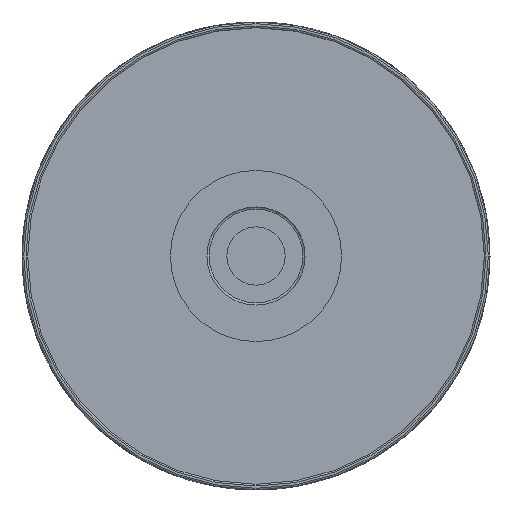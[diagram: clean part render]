
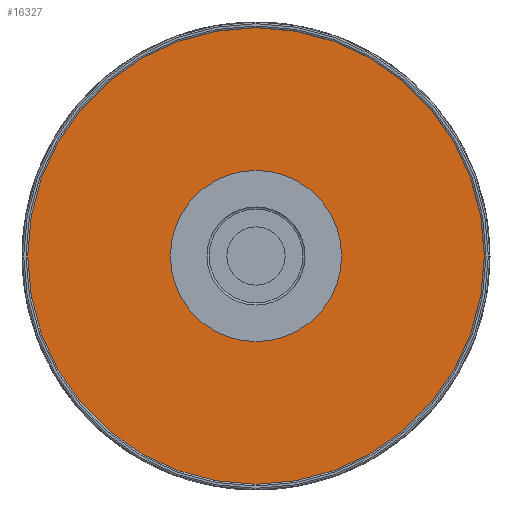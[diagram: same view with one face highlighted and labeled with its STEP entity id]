
A CAD part, front view. The second image highlights one B-rep face of the part: STEP entity #16327.
In plain terms, the highlighted planar face has unit normal (0, -1, 0).
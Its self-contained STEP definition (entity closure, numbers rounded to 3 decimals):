
#309=FACE_BOUND('',#4895,.T.);
#641=PLANE('',#17460);
#3946=FACE_OUTER_BOUND('',#4894,.T.);
#4894=EDGE_LOOP('',(#11003,#11004));
#4895=EDGE_LOOP('',(#11005,#11006));
#5959=CIRCLE('',#17458,6.35);
#5960=CIRCLE('',#17459,6.35);
#5961=CIRCLE('',#17461,40.);
#5962=CIRCLE('',#17462,40.);
#6799=VERTEX_POINT('',#24584);
#6800=VERTEX_POINT('',#24586);
#6801=VERTEX_POINT('',#24590);
#6802=VERTEX_POINT('',#24591);
#8415=EDGE_CURVE('',#6800,#6799,#5959,.T.);
#8416=EDGE_CURVE('',#6799,#6800,#5960,.T.);
#8417=EDGE_CURVE('',#6801,#6802,#5961,.T.);
#8418=EDGE_CURVE('',#6802,#6801,#5962,.T.);
#11003=ORIENTED_EDGE('',*,*,#8417,.F.);
#11004=ORIENTED_EDGE('',*,*,#8418,.F.);
#11005=ORIENTED_EDGE('',*,*,#8415,.T.);
#11006=ORIENTED_EDGE('',*,*,#8416,.T.);
#16327=ADVANCED_FACE('',(#3946,#309),#641,.T.);
#17458=AXIS2_PLACEMENT_3D('',#24587,#19630,#19631);
#17459=AXIS2_PLACEMENT_3D('',#24588,#19632,#19633);
#17460=AXIS2_PLACEMENT_3D('',#24589,#19634,#19635);
#17461=AXIS2_PLACEMENT_3D('',#24592,#19636,#19637);
#17462=AXIS2_PLACEMENT_3D('',#24593,#19638,#19639);
#19630=DIRECTION('center_axis',(0.,1.,0.));
#19631=DIRECTION('ref_axis',(0.866,0.,0.5));
#19632=DIRECTION('center_axis',(0.,1.,0.));
#19633=DIRECTION('ref_axis',(0.866,0.,0.5));
#19634=DIRECTION('center_axis',(0.,-1.,0.));
#19635=DIRECTION('ref_axis',(0.5,0.,-0.866));
#19636=DIRECTION('center_axis',(0.,1.,0.));
#19637=DIRECTION('ref_axis',(0.866,0.,0.5));
#19638=DIRECTION('center_axis',(0.,1.,0.));
#19639=DIRECTION('ref_axis',(0.866,0.,0.5));
#24584=CARTESIAN_POINT('',(-5.499,-68.7,-3.175));
#24586=CARTESIAN_POINT('',(5.499,-68.7,3.175));
#24587=CARTESIAN_POINT('Origin',(0.,-68.7,
0.));
#24588=CARTESIAN_POINT('Origin',(0.,-68.7,
0.));
#24589=CARTESIAN_POINT('Origin',(20.07,-68.7,11.588));
#24590=CARTESIAN_POINT('',(34.641,-68.7,20.));
#24591=CARTESIAN_POINT('',(-34.641,-68.7,-20.));
#24592=CARTESIAN_POINT('Origin',(0.,-68.7,
0.));
#24593=CARTESIAN_POINT('Origin',(0.,-68.7,
0.));
